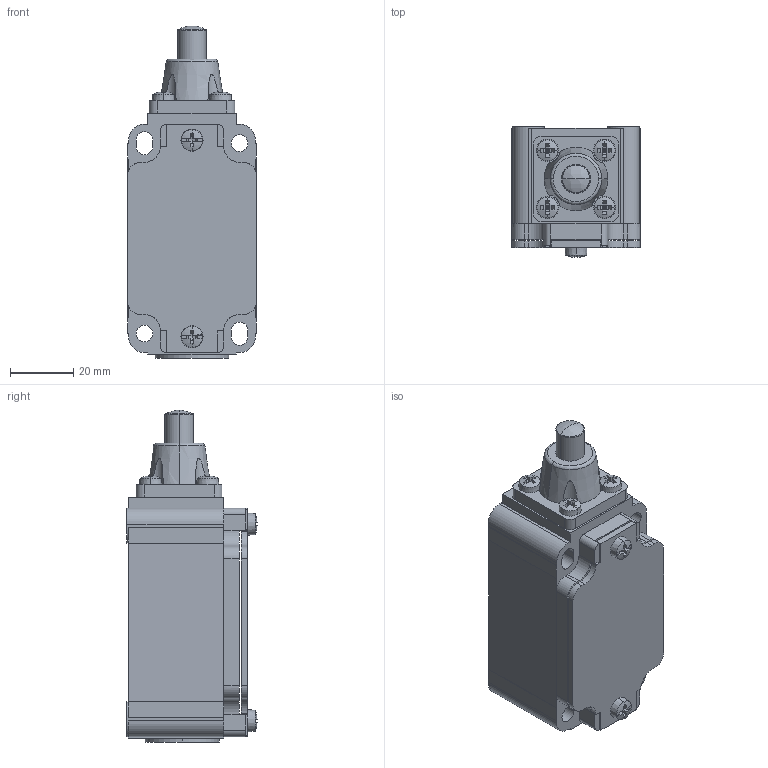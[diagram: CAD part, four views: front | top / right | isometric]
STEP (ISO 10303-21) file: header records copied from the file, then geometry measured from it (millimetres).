
FILE_DESCRIPTION (( 'STEP AP214' ), '1' );
FILE_NAME ('ZS-335-11Z.STEP', '2021-01-18T19:54:56', ( '' ), ( '' ), 'SwSTEP 2.0', 'SolidWorks 2019', '' );
FILE_SCHEMA (( 'AUTOMOTIVE_DESIGN' ));
Length unit declared in the file: inch
Products named in the file (1): ZS-335-11Z
Bounding box: 40.5 x 41.08 x 104.67 mm (x, y, z)
Volume: 106037.2 mm3; surface area: 25718.2 mm2
Topology: 1 solids, 6 shells, 449 faces, 1102 edges, 676 vertices
Faces by surface type: plane 284, cylinder 113, cone 30, bspline 22
Entity records: 14742 total; most frequent: CARTESIAN_POINT 4324, ORIENTED_EDGE 2196, DIRECTION 2098, EDGE_CURVE 1098, AXIS2_PLACEMENT_3D 726, VERTEX_POINT 676, VECTOR 646, LINE 646
